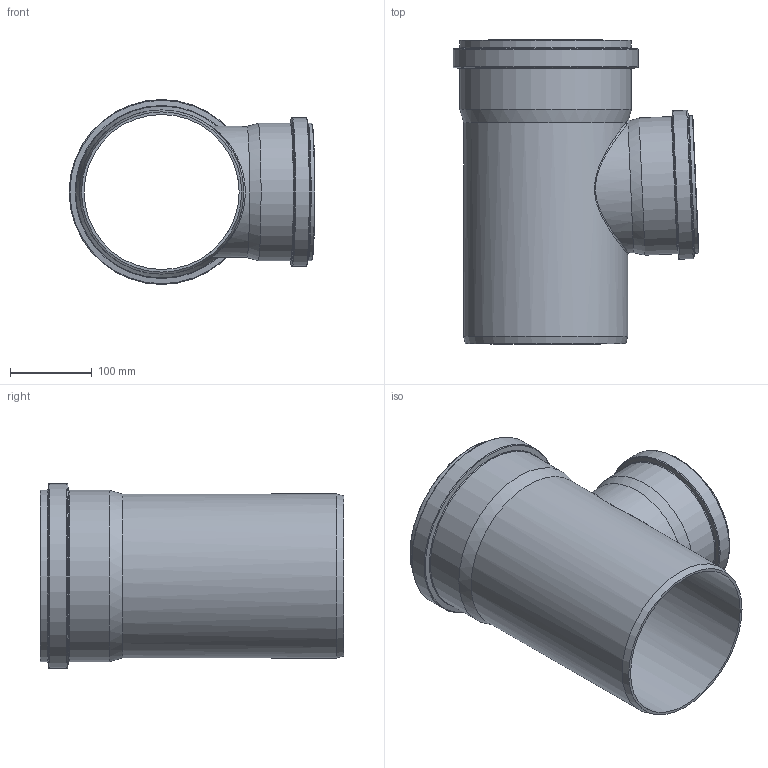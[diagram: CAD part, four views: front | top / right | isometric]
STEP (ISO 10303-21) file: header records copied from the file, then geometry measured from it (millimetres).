
FILE_DESCRIPTION(/* description */ (''),/* implementation_level */ '2;1');
FILE_NAME(/* name */ '223410 KGEA Abzweig DN_OD 200_160_87°.stp',/* time_stamp */ '2017-04-18T16:25:13+02:00',/* author */ ('user1'),/* organization */ (''),/* preprocessor_version */ 'ST-DEVELOPER v16.1',/* originating_system */ 'Autodesk Inventor 2016',/* authorisation */ '');
FILE_SCHEMA (('AUTOMOTIVE_DESIGN { 1 0 10303 214 3 1 1 }'));
Length unit declared in the file: millimetre
Products named in the file (1): 223410 KGEA Abzweig DN_OD 200_160_87°
Bounding box: 300 x 371 x 225.8 mm (x, y, z)
Volume: 1367084.8 mm3; surface area: 563777.4 mm2
Topology: 1 solids, 1 shells, 60 faces, 128 edges, 71 vertices
Faces by surface type: torus 20, cylinder 18, cone 13, plane 5, bspline 4
Full cylindrical faces by diameter (mm): 152.3 x1, 160.7 x1, 161.1 x2, 167.7 x1, 168.1 x1, 174.4 x1, 181.4 x1, 189.3 x1, 200.5 x1, 200.6 x1, 200.9 x2, 209.4 x1, 209.7 x1, 217 x1, 225.8 x1
Entity records: 1890 total; most frequent: CARTESIAN_POINT 820, DIRECTION 224, ORIENTED_EDGE 144, EDGE_LOOP 116, AXIS2_PLACEMENT_3D 112, EDGE_CURVE 72, VERTEX_POINT 66, FACE_OUTER_BOUND 60
